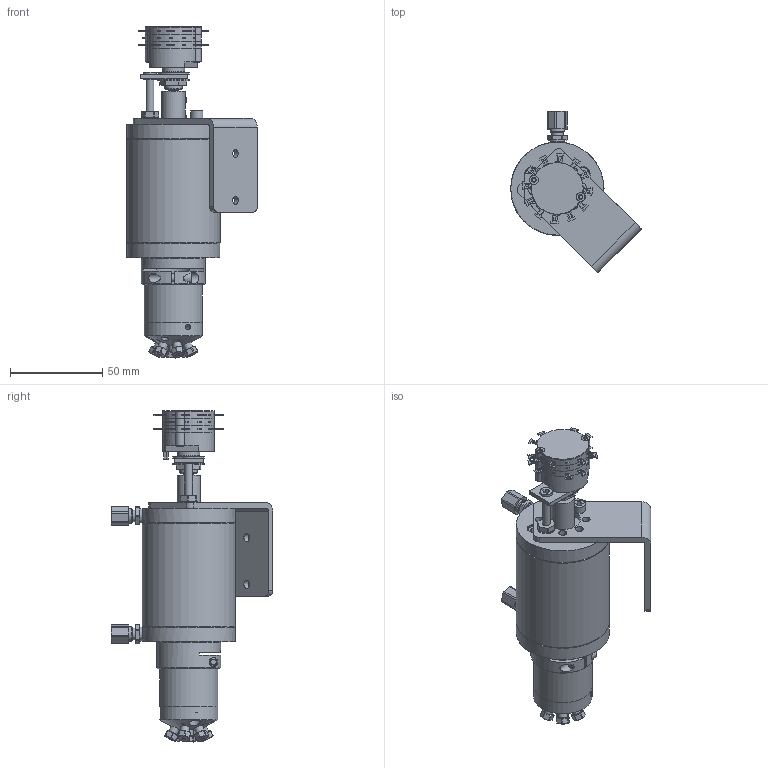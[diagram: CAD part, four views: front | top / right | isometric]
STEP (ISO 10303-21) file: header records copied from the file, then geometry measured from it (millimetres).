
FILE_DESCRIPTION((''),'2;1');
FILE_NAME('506385-C5-2006A Multipos valve air actuated.stp','2013-08-19T11:51:09',('Franzp'),(''),'Autodesk Inventor 2013','Autodesk Inventor 2013','');
FILE_SCHEMA(('AUTOMOTIVE_DESIGN { 1 0 10303 214 1 1 1 1 }'));
Length unit declared in the file: millimetre
Products named in the file (1): 506385_Shrinkwrap_1
Bounding box: 70.96 x 87.65 x 180.31 mm (x, y, z)
Surface area: 47153.1 mm2 (no closed solid volume)
Topology: 0 solids, 116 shells, 420 faces, 2142 edges, 1779 vertices
Faces by surface type: plane 257, cylinder 131, cone 30, bspline 2
Full cylindrical faces by diameter (mm): 1.727 x7, 1.9 x2, 3.175 x1, 3.22 x2, 3.3 x2, 3.505 x2, 4.166 x2, 4.32 x8, 4.826 x7, 5.4 x1, 5.78 x1, 5.89 x2, 6.3 x2, 6.7 x1, 6.8 x1, 7.14 x2, 7.65 x2, 7.938 x2, 9.525 x1, 12.2 x1, 12.7 x1, 17.1 x2, 19.05 x1, 19.075 x1, 31.75 x2, 34.671 x1, 50.54 x2, 50.69 x1
Entity records: 22543 total; most frequent: CARTESIAN_POINT 5410, DIRECTION 3288, ORIENTED_EDGE 2595, EDGE_CURVE 2008, VERTEX_POINT 1737, VECTOR 1198, LINE 1198, AXIS2_PLACEMENT_3D 1045
